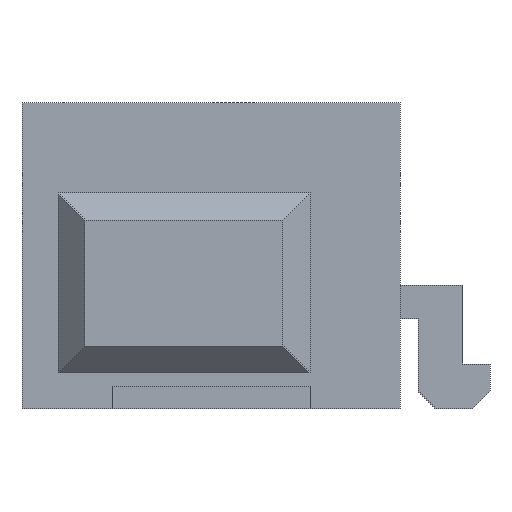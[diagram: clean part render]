
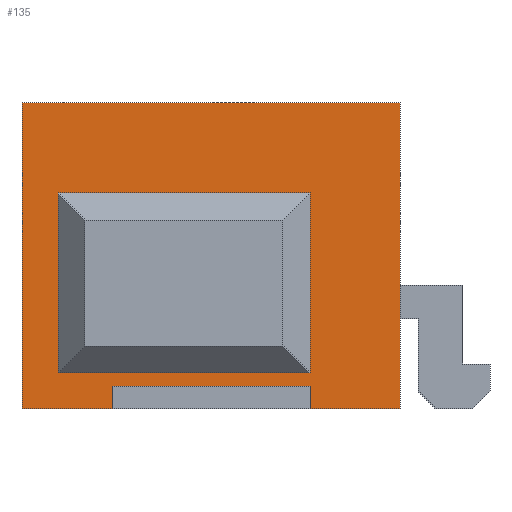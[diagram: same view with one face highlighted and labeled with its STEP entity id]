
A CAD part, front view. The second image highlights one B-rep face of the part: STEP entity #135.
In plain terms, the highlighted planar face has unit normal (0, -1, 0).
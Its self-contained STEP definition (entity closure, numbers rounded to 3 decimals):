
#13=DIRECTION('',(0.,0.,1.));
#14=DIRECTION('',(1.,0.,0.));
#61=VERTEX_POINT('',#62);
#62=CARTESIAN_POINT('',(-1.7,-7.75,2.4));
#66=DIRECTION('',(0.,1.,0.));
#72=VECTOR('',#14,1.);
#75=VERTEX_POINT('',#76);
#76=CARTESIAN_POINT('',(1.1,-7.75,2.4));
#79=ORIENTED_EDGE('',*,*,#80,.F.);
#80=EDGE_CURVE('',#61,#75,#81,.T.);
#81=LINE('',#82,#72);
#82=CARTESIAN_POINT('',(-1.9,-7.75,2.4));
#93=VECTOR('',#13,1.);
#96=VERTEX_POINT('',#97);
#97=CARTESIAN_POINT('',(-1.7,-7.75,0.4));
#101=EDGE_CURVE('',#61,#96,#102,.T.);
#102=LINE('',#103,#104);
#103=CARTESIAN_POINT('',(-1.7,-7.75,0.2));
#104=VECTOR('',#105,1.);
#105=DIRECTION('',(0.,0.,-1.));
#135=ADVANCED_FACE('',(#136,#158),#171,.F.);
#136=FACE_BOUND('',#137,.F.);
#137=EDGE_LOOP('',(#138,#145,#150,#155));
#138=ORIENTED_EDGE('',*,*,#139,.F.);
#139=EDGE_CURVE('',#140,#142,#144,.T.);
#140=VERTEX_POINT('',#141);
#141=CARTESIAN_POINT('',(-2.1,-7.75,0.));
#142=VERTEX_POINT('',#143);
#143=CARTESIAN_POINT('',(2.1,-7.75,0.));
#144=LINE('',#141,#72);
#145=ORIENTED_EDGE('',*,*,#146,.T.);
#146=EDGE_CURVE('',#140,#147,#149,.T.);
#147=VERTEX_POINT('',#148);
#148=CARTESIAN_POINT('',(-2.1,-7.75,3.4));
#149=LINE('',#141,#93);
#150=ORIENTED_EDGE('',*,*,#151,.T.);
#151=EDGE_CURVE('',#147,#152,#154,.T.);
#152=VERTEX_POINT('',#153);
#153=CARTESIAN_POINT('',(2.1,-7.75,3.4));
#154=LINE('',#148,#72);
#155=ORIENTED_EDGE('',*,*,#156,.F.);
#156=EDGE_CURVE('',#142,#152,#157,.T.);
#157=LINE('',#143,#93);
#158=FACE_BOUND('',#159,.F.);
#159=EDGE_LOOP('',(#79,#160,#161,#167));
#160=ORIENTED_EDGE('',*,*,#101,.T.);
#161=ORIENTED_EDGE('',*,*,#162,.T.);
#162=EDGE_CURVE('',#96,#163,#165,.T.);
#163=VERTEX_POINT('',#164);
#164=CARTESIAN_POINT('',(1.1,-7.75,0.4));
#165=LINE('',#166,#72);
#166=CARTESIAN_POINT('',(-1.9,-7.75,0.4));
#167=ORIENTED_EDGE('',*,*,#168,.F.);
#168=EDGE_CURVE('',#75,#163,#169,.T.);
#169=LINE('',#170,#104);
#170=CARTESIAN_POINT('',(1.1,-7.75,0.2));
#171=PLANE('',#172);
#172=AXIS2_PLACEMENT_3D('',#141,#66,#13);
